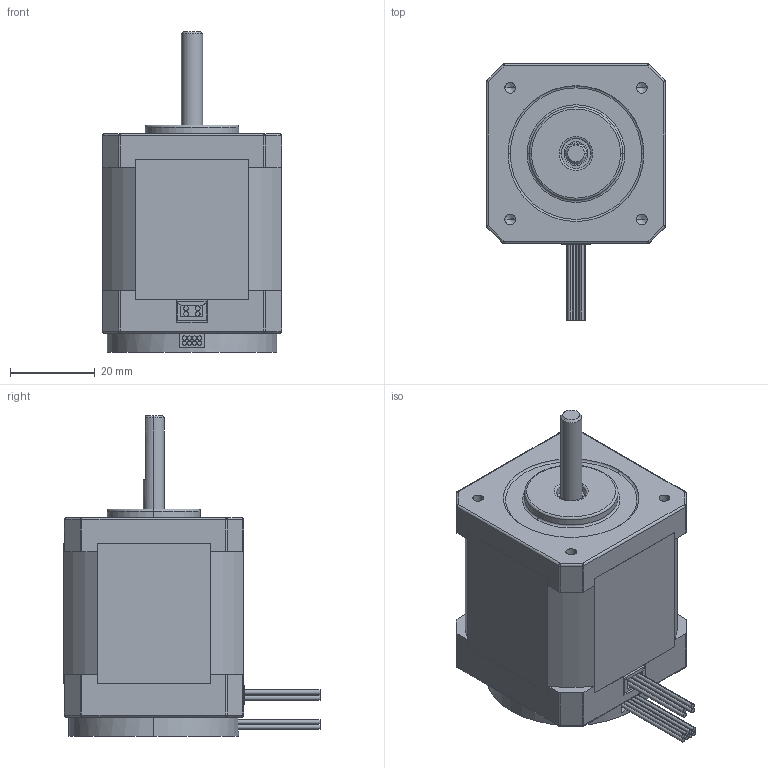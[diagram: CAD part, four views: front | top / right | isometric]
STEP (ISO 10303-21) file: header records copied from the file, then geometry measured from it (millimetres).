
FILE_DESCRIPTION (( 'STEP AP214' ), '1' );
FILE_NAME ('17HS19-1504-ME1K.STEP', '2021-11-11T00:45:27', ( '' ), ( '' ), 'SwSTEP 2.0', 'SolidWorks 2016', '' );
FILE_SCHEMA (( 'AUTOMOTIVE_DESIGN' ));
Length unit declared in the file: millimetre
Products named in the file (1): 17HS19-1504-ME1K
Bounding box: 42.32 x 60.31 x 75.5 mm (x, y, z)
Volume: 86944.9 mm3; surface area: 13625.3 mm2
Topology: 1 solids, 2 shells, 303 faces, 722 edges, 441 vertices
Faces by surface type: plane 148, cylinder 100, torus 26, sphere 16, cone 13
Entity records: 10269 total; most frequent: DIRECTION 1607, CARTESIAN_POINT 1463, ORIENTED_EDGE 1412, EDGE_CURVE 706, AXIS2_PLACEMENT_3D 599, VERTEX_POINT 441, VECTOR 409, LINE 409
